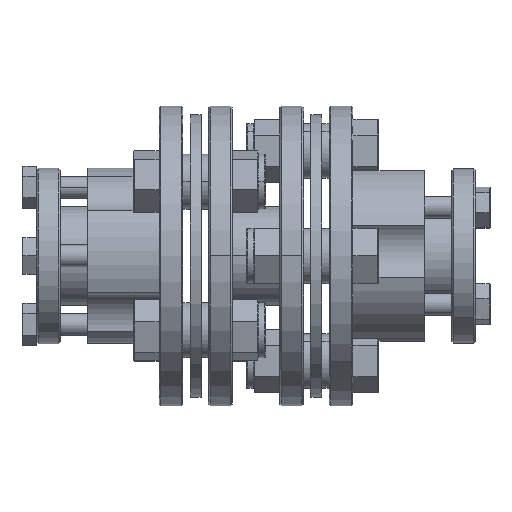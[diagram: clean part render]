
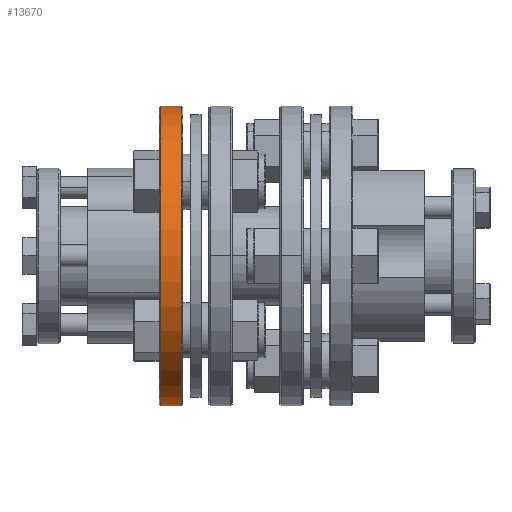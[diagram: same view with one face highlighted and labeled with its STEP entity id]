
A CAD part, top view. The second image highlights one B-rep face of the part: STEP entity #13670.
In plain terms, the highlighted cylindrical face has radius 41 mm (diameter 82 mm), a partial arc.
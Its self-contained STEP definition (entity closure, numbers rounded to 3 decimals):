
#1229 = CARTESIAN_POINT ( 'NONE',  ( -20., -41., 0. ) ) ;
#1236 = DIRECTION ( 'NONE',  ( 1., 0., 0. ) ) ;
#1257 = CARTESIAN_POINT ( 'NONE',  ( -20., 41., 0. ) ) ;
#1264 = DIRECTION ( 'NONE',  ( 1., 0., 0. ) ) ;
#10762 = AXIS2_PLACEMENT_3D ( 'NONE', #13244, #13250, #13251 ) ;
#10766 = AXIS2_PLACEMENT_3D ( 'NONE', #13256, #13262, #13263 ) ;
#12862 = CIRCLE ( 'NONE', #10762, 41. ) ;
#12868 = CIRCLE ( 'NONE', #10766, 41. ) ;
#13244 = CARTESIAN_POINT ( 'NONE',  ( -20.5, 0., 0. ) ) ;
#13250 = DIRECTION ( 'NONE',  ( -1., 0., 0. ) ) ;
#13251 = DIRECTION ( 'NONE',  ( 0., -1., 0. ) ) ;
#13256 = CARTESIAN_POINT ( 'NONE',  ( -26., 0., 0. ) ) ;
#13262 = DIRECTION ( 'NONE',  ( 1., 0., 0. ) ) ;
#13263 = DIRECTION ( 'NONE',  ( 0., 1., 0. ) ) ;
#13491 = CARTESIAN_POINT ( 'NONE',  ( -26., 41., 0. ) ) ;
#13492 = CARTESIAN_POINT ( 'NONE',  ( -26., -41., 0. ) ) ;
#13495 = CARTESIAN_POINT ( 'NONE',  ( -20.5, -41., 0. ) ) ;
#13496 = CARTESIAN_POINT ( 'NONE',  ( -20.5, 41., 0. ) ) ;
#13670 = ADVANCED_FACE ( 'NONE', ( #20667 ), #20676, .T. ) ;
#14165 = ORIENTED_EDGE ( 'NONE', *, *, #19207, .T. ) ;
#14166 = ORIENTED_EDGE ( 'NONE', *, *, #15047, .T. ) ;
#14167 = ORIENTED_EDGE ( 'NONE', *, *, #19203, .T. ) ;
#14168 = ORIENTED_EDGE ( 'NONE', *, *, #15059, .F. ) ;
#15047 = EDGE_CURVE ( 'NONE', #22441, #22444, #24986, .T. ) ;
#15059 = EDGE_CURVE ( 'NONE', #22440, #22445, #25004, .T. ) ;
#19203 = EDGE_CURVE ( 'NONE', #22444, #22445, #12862, .T. ) ;
#19207 = EDGE_CURVE ( 'NONE', #22440, #22441, #12868, .T. ) ;
#19371 = AXIS2_PLACEMENT_3D ( 'NONE', #21287, #21286, #21282 ) ;
#20010 = EDGE_LOOP ( 'NONE', ( #14165, #14166, #14167, #14168 ) ) ;
#20667 = FACE_OUTER_BOUND ( 'NONE', #20010, .T. ) ;
#20676 = CYLINDRICAL_SURFACE ( 'NONE', #19371, 41. ) ;
#21282 = DIRECTION ( 'NONE',  ( 0., 1., 0. ) ) ;
#21286 = DIRECTION ( 'NONE',  ( 1., 0., 0. ) ) ;
#21287 = CARTESIAN_POINT ( 'NONE',  ( -20., 0., 0. ) ) ;
#22440 = VERTEX_POINT ( 'NONE', #13491 ) ;
#22441 = VERTEX_POINT ( 'NONE', #13492 ) ;
#22444 = VERTEX_POINT ( 'NONE', #13495 ) ;
#22445 = VERTEX_POINT ( 'NONE', #13496 ) ;
#24979 = VECTOR ( 'NONE', #1236, 1000. ) ;
#24986 = LINE ( 'NONE', #1229, #24979 ) ;
#25000 = VECTOR ( 'NONE', #1264, 1000. ) ;
#25004 = LINE ( 'NONE', #1257, #25000 ) ;
